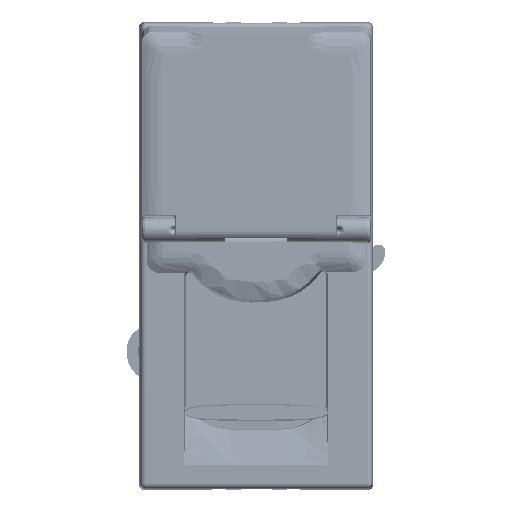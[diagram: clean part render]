
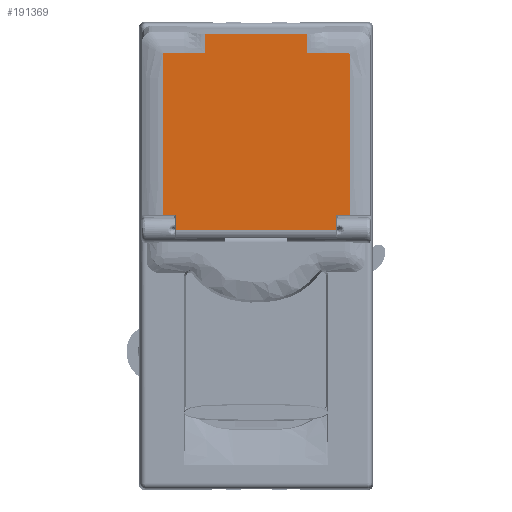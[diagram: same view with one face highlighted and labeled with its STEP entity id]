
A CAD part, top view. The second image highlights one B-rep face of the part: STEP entity #191369.
In plain terms, the highlighted planar face has unit normal (0, 0, 1).
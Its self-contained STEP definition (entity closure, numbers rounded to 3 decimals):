
#191294=AXIS2_PLACEMENT_3D('Plane Axis2P3D',#191291,#191292,#191293) ;
#190069=CARTESIAN_POINT('Vertex',(-4.9,21.318,11.8)) ;
#190072=CARTESIAN_POINT('Line Origine',(11.1,21.318,11.8)) ;
#190076=CARTESIAN_POINT('Vertex',(4.9,21.318,11.8)) ;
#190466=CARTESIAN_POINT('Vertex',(7.707,2.5,11.8)) ;
#190469=CARTESIAN_POINT('Line Origine',(36.1,2.5,11.8)) ;
#190473=CARTESIAN_POINT('Vertex',(-7.707,2.5,11.8)) ;
#191102=CARTESIAN_POINT('Vertex',(-7.707,3.954,11.8)) ;
#191106=CARTESIAN_POINT('Control Point',(-7.707,3.954,11.8)) ;
#191107=CARTESIAN_POINT('Control Point',(-8.985,3.954,11.8)) ;
#191108=CARTESIAN_POINT('Vertex',(-8.985,3.954,11.8)) ;
#191136=CARTESIAN_POINT('Line Origine',(-8.985,9.448,11.8)) ;
#191140=CARTESIAN_POINT('Vertex',(-8.985,19.415,11.8)) ;
#191182=CARTESIAN_POINT('Control Point',(-8.985,19.415,11.8)) ;
#191183=CARTESIAN_POINT('Control Point',(-8.985,19.47,11.8)) ;
#191184=CARTESIAN_POINT('Control Point',(-8.938,19.515,11.8)) ;
#191185=CARTESIAN_POINT('Control Point',(-8.885,19.515,11.8)) ;
#191186=CARTESIAN_POINT('Vertex',(-8.885,19.515,11.8)) ;
#191222=CARTESIAN_POINT('Vertex',(-6.9,19.515,11.8)) ;
#191226=CARTESIAN_POINT('Control Point',(-6.9,19.515,11.8)) ;
#191227=CARTESIAN_POINT('Control Point',(-8.885,19.515,11.8)) ;
#191268=CARTESIAN_POINT('Control Point',(-6.9,19.515,11.8)) ;
#191269=CARTESIAN_POINT('Control Point',(-6.5,19.515,11.8)) ;
#191270=CARTESIAN_POINT('Control Point',(-6.1,19.515,11.8)) ;
#191271=CARTESIAN_POINT('Control Point',(-5.7,19.515,11.8)) ;
#191272=CARTESIAN_POINT('Control Point',(-5.3,19.515,11.8)) ;
#191273=CARTESIAN_POINT('Control Point',(-4.9,19.515,11.8)) ;
#191274=CARTESIAN_POINT('Vertex',(-4.9,19.515,11.8)) ;
#191278=CARTESIAN_POINT('Control Point',(-4.9,21.318,11.8)) ;
#191279=CARTESIAN_POINT('Control Point',(-4.9,20.867,11.8)) ;
#191280=CARTESIAN_POINT('Control Point',(-4.9,20.416,11.8)) ;
#191281=CARTESIAN_POINT('Control Point',(-4.9,19.966,11.8)) ;
#191282=CARTESIAN_POINT('Control Point',(-4.9,19.515,11.8)) ;
#191291=CARTESIAN_POINT('Axis2P3D Location',(11.1,2.5,11.8)) ;
#191296=CARTESIAN_POINT('Line Origine',(-7.707,3.227,11.8)) ;
#191301=CARTESIAN_POINT('Line Origine',(7.707,3.227,11.8)) ;
#191305=CARTESIAN_POINT('Vertex',(7.707,3.954,11.8)) ;
#191308=CARTESIAN_POINT('Line Origine',(8.346,3.954,11.8)) ;
#191312=CARTESIAN_POINT('Vertex',(8.985,3.954,11.8)) ;
#191315=CARTESIAN_POINT('Line Origine',(8.985,11.685,11.8)) ;
#191319=CARTESIAN_POINT('Vertex',(8.985,19.415,11.8)) ;
#191323=CARTESIAN_POINT('Control Point',(8.985,19.415,11.8)) ;
#191324=CARTESIAN_POINT('Control Point',(8.985,19.448,11.8)) ;
#191325=CARTESIAN_POINT('Control Point',(8.971,19.479,11.8)) ;
#191326=CARTESIAN_POINT('Control Point',(8.947,19.502,11.8)) ;
#191327=CARTESIAN_POINT('Control Point',(8.917,19.515,11.8)) ;
#191328=CARTESIAN_POINT('Control Point',(8.885,19.515,11.8)) ;
#191329=CARTESIAN_POINT('Vertex',(8.885,19.515,11.8)) ;
#191332=CARTESIAN_POINT('Line Origine',(7.892,19.515,11.8)) ;
#191336=CARTESIAN_POINT('Vertex',(6.9,19.515,11.8)) ;
#191339=CARTESIAN_POINT('Line Origine',(5.9,19.515,11.8)) ;
#191343=CARTESIAN_POINT('Vertex',(4.9,19.515,11.8)) ;
#191346=CARTESIAN_POINT('Line Origine',(4.9,20.416,11.8)) ;
#190073=DIRECTION('Vector Direction',(-1.,0.,0.)) ;
#190470=DIRECTION('Vector Direction',(1.,0.,0.)) ;
#191137=DIRECTION('Vector Direction',(0.,1.,0.)) ;
#191292=DIRECTION('Axis2P3D Direction',(0.,0.,-1.)) ;
#191293=DIRECTION('Axis2P3D XDirection',(0.,1.,0.)) ;
#191297=DIRECTION('Vector Direction',(0.,1.,0.)) ;
#191302=DIRECTION('Vector Direction',(0.,1.,0.)) ;
#191309=DIRECTION('Vector Direction',(-1.,0.,0.)) ;
#191316=DIRECTION('Vector Direction',(0.,1.,0.)) ;
#191333=DIRECTION('Vector Direction',(1.,0.,0.)) ;
#191340=DIRECTION('Vector Direction',(-1.,0.,0.)) ;
#191347=DIRECTION('Vector Direction',(0.,-1.,0.)) ;
#190074=VECTOR('Line Direction',#190073,1.) ;
#190471=VECTOR('Line Direction',#190470,1.) ;
#191138=VECTOR('Line Direction',#191137,1.) ;
#191298=VECTOR('Line Direction',#191297,1.) ;
#191303=VECTOR('Line Direction',#191302,1.) ;
#191310=VECTOR('Line Direction',#191309,1.) ;
#191317=VECTOR('Line Direction',#191316,1.) ;
#191334=VECTOR('Line Direction',#191333,1.) ;
#191341=VECTOR('Line Direction',#191340,1.) ;
#191348=VECTOR('Line Direction',#191347,1.) ;
#191352=ORIENTED_EDGE('',*,*,#191110,.T.) ;
#191353=ORIENTED_EDGE('',*,*,#191300,.F.) ;
#191354=ORIENTED_EDGE('',*,*,#190475,.F.) ;
#191355=ORIENTED_EDGE('',*,*,#191307,.F.) ;
#191356=ORIENTED_EDGE('',*,*,#191314,.T.) ;
#191357=ORIENTED_EDGE('',*,*,#191321,.T.) ;
#191358=ORIENTED_EDGE('',*,*,#191331,.F.) ;
#191359=ORIENTED_EDGE('',*,*,#191338,.F.) ;
#191360=ORIENTED_EDGE('',*,*,#191345,.T.) ;
#191361=ORIENTED_EDGE('',*,*,#191350,.F.) ;
#191362=ORIENTED_EDGE('',*,*,#190078,.F.) ;
#191363=ORIENTED_EDGE('',*,*,#191283,.F.) ;
#191364=ORIENTED_EDGE('',*,*,#191276,.F.) ;
#191365=ORIENTED_EDGE('',*,*,#191228,.T.) ;
#191366=ORIENTED_EDGE('',*,*,#191188,.T.) ;
#191367=ORIENTED_EDGE('',*,*,#191142,.F.) ;
#191369=ADVANCED_FACE('PartBody',(#191368),#191295,.F.) ;
#191105=B_SPLINE_CURVE_WITH_KNOTS('',1,(#191106,#191107),.UNSPECIFIED.,.F.,.U.,(2,2),(-0.639,0.639),.UNSPECIFIED.) ;
#191181=B_SPLINE_CURVE_WITH_KNOTS('',3,(#191182,#191183,#191184,#191185),.UNSPECIFIED.,.F.,.U.,(4,4),(0.,1.089),.UNSPECIFIED.) ;
#191225=B_SPLINE_CURVE_WITH_KNOTS('',1,(#191226,#191227),.UNSPECIFIED.,.F.,.U.,(2,2),(0.,1.985),.UNSPECIFIED.) ;
#191267=B_SPLINE_CURVE_WITH_KNOTS('',5,(#191268,#191269,#191270,#191271,#191272,#191273),.UNSPECIFIED.,.F.,.U.,(6,6),(0.,2.03),.UNSPECIFIED.) ;
#191277=B_SPLINE_CURVE_WITH_KNOTS('',4,(#191278,#191279,#191280,#191281,#191282),.UNSPECIFIED.,.F.,.U.,(5,5),(0.201,2.041),.UNSPECIFIED.) ;
#191322=B_SPLINE_CURVE_WITH_KNOTS('',5,(#191323,#191324,#191325,#191326,#191327,#191328),.UNSPECIFIED.,.F.,.U.,(6,6),(0.,1.089),.UNSPECIFIED.) ;
#190078=EDGE_CURVE('',#190070,#190077,#190075,.F.) ;
#190475=EDGE_CURVE('',#190467,#190474,#190472,.F.) ;
#191110=EDGE_CURVE('',#191109,#191103,#191105,.F.) ;
#191142=EDGE_CURVE('',#191109,#191141,#191139,.T.) ;
#191188=EDGE_CURVE('',#191187,#191141,#191181,.F.) ;
#191228=EDGE_CURVE('',#191223,#191187,#191225,.T.) ;
#191276=EDGE_CURVE('',#191223,#191275,#191267,.T.) ;
#191283=EDGE_CURVE('',#191275,#190070,#191277,.F.) ;
#191300=EDGE_CURVE('',#190474,#191103,#191299,.T.) ;
#191307=EDGE_CURVE('',#191306,#190467,#191304,.F.) ;
#191314=EDGE_CURVE('',#191306,#191313,#191311,.F.) ;
#191321=EDGE_CURVE('',#191313,#191320,#191318,.T.) ;
#191331=EDGE_CURVE('',#191330,#191320,#191322,.F.) ;
#191338=EDGE_CURVE('',#191337,#191330,#191335,.T.) ;
#191345=EDGE_CURVE('',#191337,#191344,#191342,.T.) ;
#191350=EDGE_CURVE('',#190077,#191344,#191349,.T.) ;
#191351=EDGE_LOOP('',(#191352,#191353,#191354,#191355,#191356,#191357,#191358,#191359,#191360,#191361,#191362,#191363,#191364,#191365,#191366,#191367)) ;
#191368=FACE_OUTER_BOUND('',#191351,.T.) ;
#190075=LINE('Line',#190072,#190074) ;
#190472=LINE('Line',#190469,#190471) ;
#191139=LINE('Line',#191136,#191138) ;
#191299=LINE('Line',#191296,#191298) ;
#191304=LINE('Line',#191301,#191303) ;
#191311=LINE('Line',#191308,#191310) ;
#191318=LINE('Line',#191315,#191317) ;
#191335=LINE('Line',#191332,#191334) ;
#191342=LINE('Line',#191339,#191341) ;
#191349=LINE('Line',#191346,#191348) ;
#191295=PLANE('',#191294) ;
#190070=VERTEX_POINT('',#190069) ;
#190077=VERTEX_POINT('',#190076) ;
#190467=VERTEX_POINT('',#190466) ;
#190474=VERTEX_POINT('',#190473) ;
#191103=VERTEX_POINT('',#191102) ;
#191109=VERTEX_POINT('',#191108) ;
#191141=VERTEX_POINT('',#191140) ;
#191187=VERTEX_POINT('',#191186) ;
#191223=VERTEX_POINT('',#191222) ;
#191275=VERTEX_POINT('',#191274) ;
#191306=VERTEX_POINT('',#191305) ;
#191313=VERTEX_POINT('',#191312) ;
#191320=VERTEX_POINT('',#191319) ;
#191330=VERTEX_POINT('',#191329) ;
#191337=VERTEX_POINT('',#191336) ;
#191344=VERTEX_POINT('',#191343) ;
